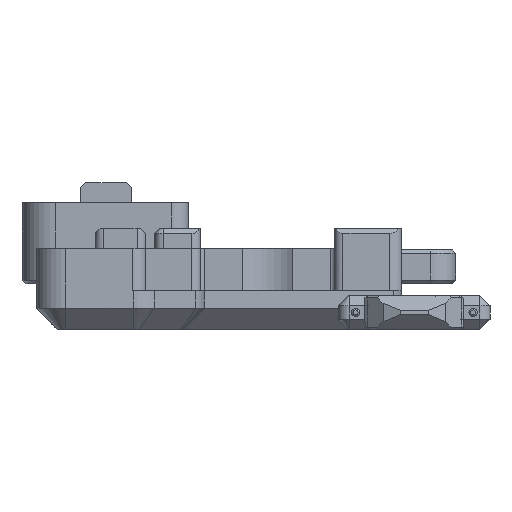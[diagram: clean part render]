
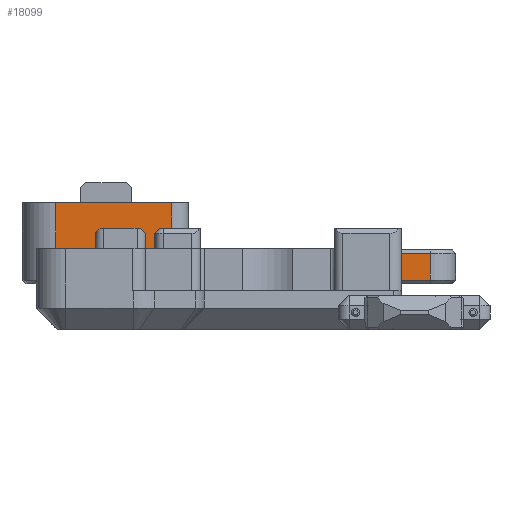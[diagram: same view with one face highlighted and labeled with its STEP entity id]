
A CAD part, front view. The second image highlights one B-rep face of the part: STEP entity #18099.
In plain terms, the highlighted planar face has unit normal (0, -1, 0).
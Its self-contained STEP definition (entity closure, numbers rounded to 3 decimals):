
#585=PLANE('',#19193);
#1218=FACE_OUTER_BOUND('',#2222,.T.);
#2222=EDGE_LOOP('',(#12925,#12926,#12927,#12928,#12929,#12930));
#3373=LINE('',#27110,#5268);
#3375=LINE('',#27116,#5270);
#3376=LINE('',#27118,#5271);
#3377=LINE('',#27120,#5272);
#3378=LINE('',#27122,#5273);
#3379=LINE('',#27123,#5274);
#5268=VECTOR('',#21472,10.);
#5270=VECTOR('',#21480,10.);
#5271=VECTOR('',#21481,10.);
#5272=VECTOR('',#21482,10.);
#5273=VECTOR('',#21483,10.);
#5274=VECTOR('',#21484,10.);
#7932=VERTEX_POINT('',#27101);
#7934=VERTEX_POINT('',#27107);
#7936=VERTEX_POINT('',#27115);
#7937=VERTEX_POINT('',#27117);
#7938=VERTEX_POINT('',#27119);
#7939=VERTEX_POINT('',#27121);
#9850=EDGE_CURVE('',#7932,#7934,#3373,.T.);
#9853=EDGE_CURVE('',#7934,#7936,#3375,.T.);
#9854=EDGE_CURVE('',#7936,#7937,#3376,.T.);
#9855=EDGE_CURVE('',#7937,#7938,#3377,.T.);
#9856=EDGE_CURVE('',#7938,#7939,#3378,.T.);
#9857=EDGE_CURVE('',#7939,#7932,#3379,.T.);
#12925=ORIENTED_EDGE('',*,*,#9853,.T.);
#12926=ORIENTED_EDGE('',*,*,#9854,.T.);
#12927=ORIENTED_EDGE('',*,*,#9855,.T.);
#12928=ORIENTED_EDGE('',*,*,#9856,.T.);
#12929=ORIENTED_EDGE('',*,*,#9857,.T.);
#12930=ORIENTED_EDGE('',*,*,#9850,.T.);
#18099=ADVANCED_FACE('',(#1218),#585,.F.);
#19193=AXIS2_PLACEMENT_3D('',#27114,#21478,#21479);
#21472=DIRECTION('',(0.,0.,1.));
#21478=DIRECTION('center_axis',(0.,1.,0.));
#21479=DIRECTION('ref_axis',(0.,0.,-1.));
#21480=DIRECTION('',(1.,0.,0.));
#21481=DIRECTION('',(0.,0.,1.));
#21482=DIRECTION('',(-1.,0.,0.));
#21483=DIRECTION('',(0.,0.,-1.));
#21484=DIRECTION('',(1.,0.,0.));
#27101=CARTESIAN_POINT('',(105.635,-12.8,73.679));
#27107=CARTESIAN_POINT('',(105.635,-12.8,104.469));
#27110=CARTESIAN_POINT('',(105.635,-12.8,108.379));
#27114=CARTESIAN_POINT('Origin',(106.035,-12.8,122.279));
#27115=CARTESIAN_POINT('',(111.635,-12.8,104.469));
#27116=CARTESIAN_POINT('',(106.035,-12.8,104.469));
#27117=CARTESIAN_POINT('',(111.635,-12.8,118.279));
#27118=CARTESIAN_POINT('',(111.635,-12.8,73.679));
#27119=CARTESIAN_POINT('',(102.435,-12.8,118.279));
#27120=CARTESIAN_POINT('',(106.035,-12.8,118.279));
#27121=CARTESIAN_POINT('',(102.435,-12.8,73.679));
#27122=CARTESIAN_POINT('',(102.435,-12.8,108.379));
#27123=CARTESIAN_POINT('',(105.035,-12.8,73.679));
